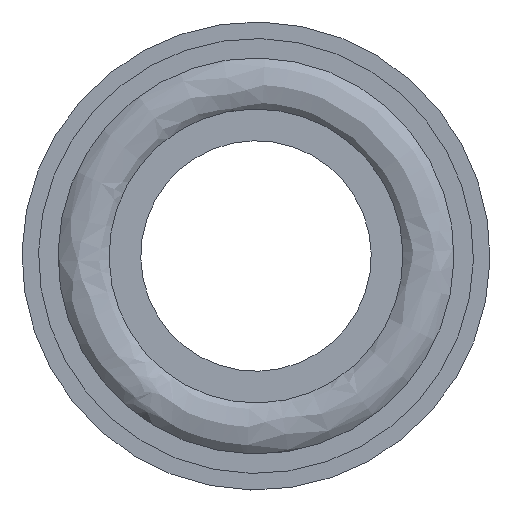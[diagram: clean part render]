
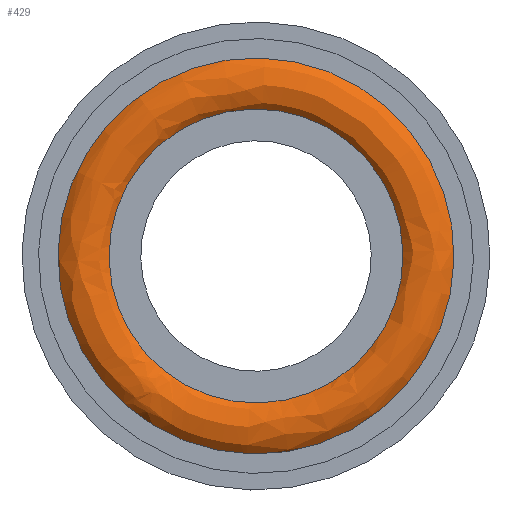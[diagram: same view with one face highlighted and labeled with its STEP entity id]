
A CAD part, left-side view. The second image highlights one B-rep face of the part: STEP entity #429.
In plain terms, the highlighted free-form (B-spline) face has degree [3, 3] with [7, 7] control points.
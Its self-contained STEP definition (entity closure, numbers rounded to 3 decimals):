
#44 = CARTESIAN_POINT ( 'NONE',  ( 0., -29.083, -14.541 ) ) ;
#53 = CARTESIAN_POINT ( 'NONE',  ( -5.334, 0., -9.208 ) ) ;
#58 = CARTESIAN_POINT ( 'NONE',  ( -5.334, 0., -14.542 ) ) ;
#63 = CARTESIAN_POINT ( 'NONE',  ( -5.334, 0., 9.208 ) ) ;
#66 = CARTESIAN_POINT ( 'NONE',  ( 0., -29.083, 14.541 ) ) ;
#109 = CARTESIAN_POINT ( 'NONE',  ( 0., 29.083, 14.541 ) ) ;
#136 = CARTESIAN_POINT ( 'NONE',  ( 5.334, 18.415, -9.207 ) ) ;
#140 = CARTESIAN_POINT ( 'NONE',  ( 0., 0., -9.207 ) ) ;
#143 = CARTESIAN_POINT ( 'NONE',  ( 5.334, 0., -9.208 ) ) ;
#179 = CARTESIAN_POINT ( 'NONE',  ( 0., -29.083, 14.541 ) ) ;
#201 = CARTESIAN_POINT ( 'NONE',  ( 0., 0., 14.541 ) ) ;
#206 = CARTESIAN_POINT ( 'NONE',  ( 0., 0., -9.207 ) ) ;
#209 = CARTESIAN_POINT ( 'NONE',  ( 0., -29.083, -14.541 ) ) ;
#249 = CARTESIAN_POINT ( 'NONE',  ( 0., 29.083, -14.541 ) ) ;
#266 = CARTESIAN_POINT ( 'NONE',  ( 5.334, 0., 14.542 ) ) ;
#268 = CARTESIAN_POINT ( 'NONE',  ( 0., 18.415, -9.208 ) ) ;
#270 = CARTESIAN_POINT ( 'NONE',  ( -5.334, 0., 14.542 ) ) ;
#327 = CARTESIAN_POINT ( 'NONE',  ( -5.334, -29.083, -14.542 ) ) ;
#328 = CARTESIAN_POINT ( 'NONE',  ( 5.334, 0., -9.208 ) ) ;
#329 = CARTESIAN_POINT ( 'NONE',  ( 0., 0., -14.541 ) ) ;
#395 = CARTESIAN_POINT ( 'NONE',  ( 5.334, -18.415, 9.207 ) ) ;
#397 = CARTESIAN_POINT ( 'NONE',  ( 5.334, 29.083, -14.542 ) ) ;
#399 = CARTESIAN_POINT ( 'NONE',  ( -5.334, -18.415, 9.207 ) ) ;
#429 = ADVANCED_FACE ( 'NONE', ( ), #520, .T. ) ;
#437 = CARTESIAN_POINT ( 'NONE',  ( 0., 29.083, -14.541 ) ) ;
#453 = CARTESIAN_POINT ( 'NONE',  ( 0., 0., 9.207 ) ) ;
#456 = CARTESIAN_POINT ( 'NONE',  ( 5.334, -29.083, -14.542 ) ) ;
#457 = CARTESIAN_POINT ( 'NONE',  ( -5.334, 0., -14.542 ) ) ;
#491 = CARTESIAN_POINT ( 'NONE',  ( 0., 0., -14.541 ) ) ;
#498 = CARTESIAN_POINT ( 'NONE',  ( 0., 0., 14.541 ) ) ;
#503 = CARTESIAN_POINT ( 'NONE',  ( 0., -18.415, 9.208 ) ) ;
#507 = CARTESIAN_POINT ( 'NONE',  ( -5.334, 29.083, -14.542 ) ) ;
#509 = CARTESIAN_POINT ( 'NONE',  ( 5.334, -18.415, -9.207 ) ) ;
#511 = CARTESIAN_POINT ( 'NONE',  ( -5.334, 18.415, 9.207 ) ) ;
#520 =( BOUNDED_SURFACE ( )  B_SPLINE_SURFACE ( 3, 3, ( 
 ( #803, #437, #700, #201, #66, #209, #329 ),
 ( #58, #507, #643, #270, #702, #327, #457 ),
 ( #53, #577, #511, #63, #399, #780, #848 ),
 ( #140, #268, #852, #453, #503, #638, #206 ),
 ( #143, #136, #775, #642, #395, #509, #328 ),
 ( #778, #397, #576, #266, #849, #456, #582 ),
 ( #704, #249, #109, #498, #179, #44, #491 ) ),
 .UNSPECIFIED., .T., .T., .F. ) 
 B_SPLINE_SURFACE_WITH_KNOTS ( ( 4, 3, 4 ),
 ( 4, 3, 4 ),
 ( 0., 0.5, 1. ),
 ( 0., 0.5, 1. ),
 .UNSPECIFIED. ) 
 GEOMETRIC_REPRESENTATION_ITEM ( )  RATIONAL_B_SPLINE_SURFACE ( (
 ( 1., 0.333, 0.333, 1., 0.333, 0.333, 1.),
 ( 0.333, 0.111, 0.111, 0.333, 0.111, 0.111, 0.333),
 ( 0.333, 0.111, 0.111, 0.333, 0.111, 0.111, 0.333),
 ( 1., 0.333, 0.333, 1., 0.333, 0.333, 1.),
 ( 0.333, 0.111, 0.111, 0.333, 0.111, 0.111, 0.333),
 ( 0.333, 0.111, 0.111, 0.333, 0.111, 0.111, 0.333),
 ( 1., 0.333, 0.333, 1., 0.333, 0.333, 1.) ) ) 
 REPRESENTATION_ITEM ( '' )  SURFACE ( )  );
#576 = CARTESIAN_POINT ( 'NONE',  ( 5.334, 29.083, 14.542 ) ) ;
#577 = CARTESIAN_POINT ( 'NONE',  ( -5.334, 18.415, -9.207 ) ) ;
#582 = CARTESIAN_POINT ( 'NONE',  ( 5.334, 0., -14.542 ) ) ;
#638 = CARTESIAN_POINT ( 'NONE',  ( 0., -18.415, -9.208 ) ) ;
#642 = CARTESIAN_POINT ( 'NONE',  ( 5.334, 0., 9.208 ) ) ;
#643 = CARTESIAN_POINT ( 'NONE',  ( -5.334, 29.083, 14.542 ) ) ;
#700 = CARTESIAN_POINT ( 'NONE',  ( 0., 29.083, 14.541 ) ) ;
#702 = CARTESIAN_POINT ( 'NONE',  ( -5.334, -29.083, 14.542 ) ) ;
#704 = CARTESIAN_POINT ( 'NONE',  ( 0., 0., -14.541 ) ) ;
#775 = CARTESIAN_POINT ( 'NONE',  ( 5.334, 18.415, 9.207 ) ) ;
#778 = CARTESIAN_POINT ( 'NONE',  ( 5.334, 0., -14.542 ) ) ;
#780 = CARTESIAN_POINT ( 'NONE',  ( -5.334, -18.415, -9.207 ) ) ;
#803 = CARTESIAN_POINT ( 'NONE',  ( 0., 0., -14.541 ) ) ;
#848 = CARTESIAN_POINT ( 'NONE',  ( -5.334, 0., -9.208 ) ) ;
#849 = CARTESIAN_POINT ( 'NONE',  ( 5.334, -29.083, 14.542 ) ) ;
#852 = CARTESIAN_POINT ( 'NONE',  ( 0., 18.415, 9.208 ) ) ;
